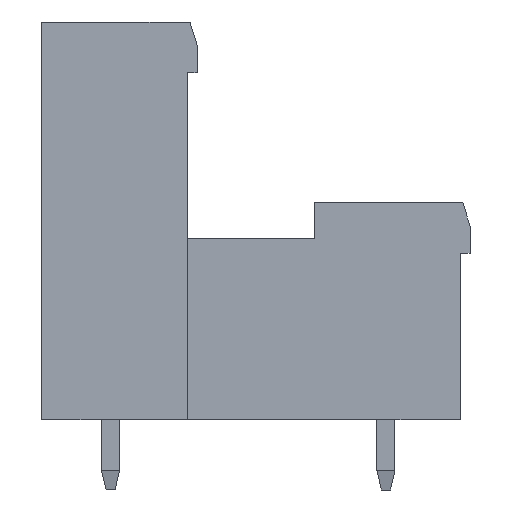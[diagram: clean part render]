
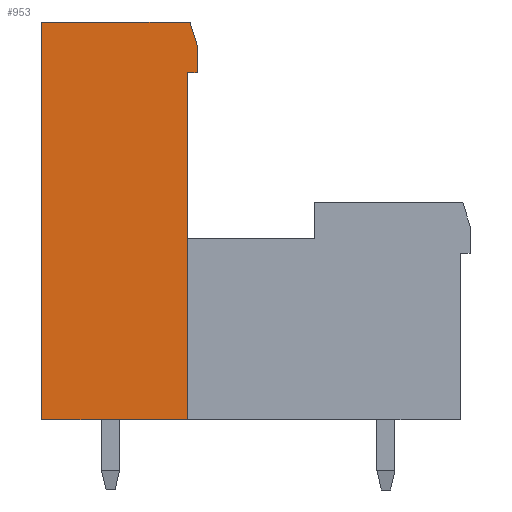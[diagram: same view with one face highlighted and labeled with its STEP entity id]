
A CAD part, left-side view. The second image highlights one B-rep face of the part: STEP entity #953.
In plain terms, the highlighted planar face has unit normal (-1, 0, 0).
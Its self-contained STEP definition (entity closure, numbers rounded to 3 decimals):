
#953 = ADVANCED_FACE( '', ( #2340 ), #2341, .T. );
#2340 = FACE_OUTER_BOUND( '', #4314, .T. );
#2341 = PLANE( '', #4315 );
#4314 = EDGE_LOOP( '', ( #6585, #6586, #6587, #6588, #6589, #6590, #6591 ) );
#4315 = AXIS2_PLACEMENT_3D( '', #6592, #6593, #6594 );
#6585 = ORIENTED_EDGE( '', *, *, #12404, .F. );
#6586 = ORIENTED_EDGE( '', *, *, #12405, .T. );
#6587 = ORIENTED_EDGE( '', *, *, #12406, .T. );
#6588 = ORIENTED_EDGE( '', *, *, #12407, .T. );
#6589 = ORIENTED_EDGE( '', *, *, #12408, .F. );
#6590 = ORIENTED_EDGE( '', *, *, #12409, .T. );
#6591 = ORIENTED_EDGE( '', *, *, #12410, .T. );
#6592 = CARTESIAN_POINT( '', ( -22.86, -4.3, 11. ) );
#6593 = DIRECTION( '', ( -1., 0., 0. ) );
#6594 = DIRECTION( '', ( 0., 0., 1. ) );
#12404 = EDGE_CURVE( '', #15013, #15014, #15015, .T. );
#12405 = EDGE_CURVE( '', #15013, #15016, #15017, .T. );
#12406 = EDGE_CURVE( '', #15016, #15018, #15019, .T. );
#12407 = EDGE_CURVE( '', #15018, #15020, #15021, .T. );
#12408 = EDGE_CURVE( '', #15022, #15020, #15023, .T. );
#12409 = EDGE_CURVE( '', #15022, #15024, #15025, .T. );
#12410 = EDGE_CURVE( '', #15024, #15014, #15026, .T. );
#15013 = VERTEX_POINT( '', #18769 );
#15014 = VERTEX_POINT( '', #18770 );
#15015 = LINE( '', #18771, #18772 );
#15016 = VERTEX_POINT( '', #18773 );
#15017 = LINE( '', #18774, #18775 );
#15018 = VERTEX_POINT( '', #18776 );
#15019 = LINE( '', #18777, #18778 );
#15020 = VERTEX_POINT( '', #18779 );
#15021 = LINE( '', #18780, #18781 );
#15022 = VERTEX_POINT( '', #18782 );
#15023 = LINE( '', #18783, #18784 );
#15024 = VERTEX_POINT( '', #18785 );
#15025 = LINE( '', #18786, #18787 );
#15026 = LINE( '', #18788, #18789 );
#18769 = CARTESIAN_POINT( '', ( -22.86, -4.3, 9.7 ) );
#18770 = CARTESIAN_POINT( '', ( -22.86, -4.3, 8.2 ) );
#18771 = CARTESIAN_POINT( '', ( -22.86, -4.3, 11. ) );
#18772 = VECTOR( '', #23633, 1000. );
#18773 = CARTESIAN_POINT( '', ( -22.86, -3.9, 11. ) );
#18774 = CARTESIAN_POINT( '', ( -22.86, -3.935, 10.888 ) );
#18775 = VECTOR( '', #23634, 1000. );
#18776 = CARTESIAN_POINT( '', ( -22.86, 4.3, 11. ) );
#18777 = CARTESIAN_POINT( '', ( -22.86, -4.3, 11. ) );
#18778 = VECTOR( '', #23635, 1000. );
#18779 = CARTESIAN_POINT( '', ( -22.86, 4.3, -11. ) );
#18780 = CARTESIAN_POINT( '', ( -22.86, 4.3, 11. ) );
#18781 = VECTOR( '', #23636, 1000. );
#18782 = CARTESIAN_POINT( '', ( -22.86, -3.75, -11. ) );
#18783 = CARTESIAN_POINT( '', ( -22.86, -4.3, -11. ) );
#18784 = VECTOR( '', #23637, 1000. );
#18785 = CARTESIAN_POINT( '', ( -22.86, -3.75, 8.2 ) );
#18786 = CARTESIAN_POINT( '', ( -22.86, -3.75, -1. ) );
#18787 = VECTOR( '', #23638, 1000. );
#18788 = CARTESIAN_POINT( '', ( -22.86, -3.75, 8.2 ) );
#18789 = VECTOR( '', #23639, 1000. );
#23633 = DIRECTION( '', ( 0., 0., -1. ) );
#23634 = DIRECTION( '', ( 0., 0.294, 0.956 ) );
#23635 = DIRECTION( '', ( 0., 1., 0. ) );
#23636 = DIRECTION( '', ( 0., 0., -1. ) );
#23637 = DIRECTION( '', ( 0., 1., 0. ) );
#23638 = DIRECTION( '', ( 0., 0., 1. ) );
#23639 = DIRECTION( '', ( 0., -1., 0. ) );
